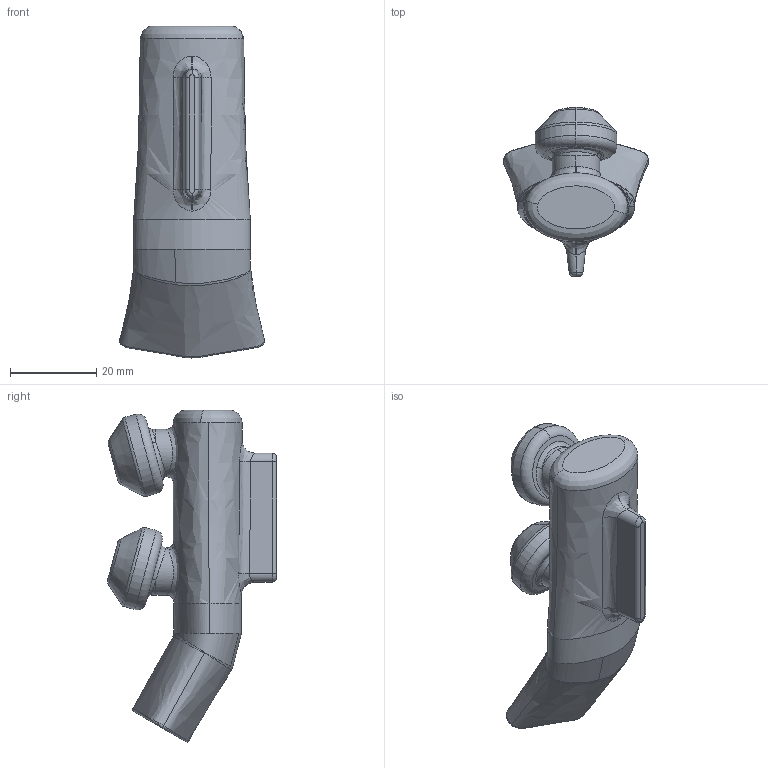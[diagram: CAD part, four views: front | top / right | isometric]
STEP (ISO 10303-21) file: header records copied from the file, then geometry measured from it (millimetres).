
FILE_DESCRIPTION (( 'STEP AP214' ), '1' );
FILE_NAME ('Mask Adapter-V2.STEP', '2022-12-18T13:08:34', ( '' ), ( '' ), 'SwSTEP 2.0', 'SolidWorks 2022', '' );
FILE_SCHEMA (( 'AUTOMOTIVE_DESIGN' ));
Length unit declared in the file: millimetre
Products named in the file (1): Mask Adapter-V2
Bounding box: 33.62 x 39.26 x 77.09 mm (x, y, z)
Volume: 10211.2 mm3; surface area: 13093.2 mm2
Topology: 1 solids, 1 shells, 142 faces, 344 edges, 208 vertices
Faces by surface type: bspline 72, torus 28, cylinder 22, plane 12, cone 8
Entity records: 23844 total; most frequent: CARTESIAN_POINT 21074, ORIENTED_EDGE 688, DIRECTION 416, EDGE_CURVE 344, VERTEX_POINT 208, AXIS2_PLACEMENT_3D 189, B_SPLINE_CURVE_WITH_KNOTS 164, EDGE_LOOP 150
